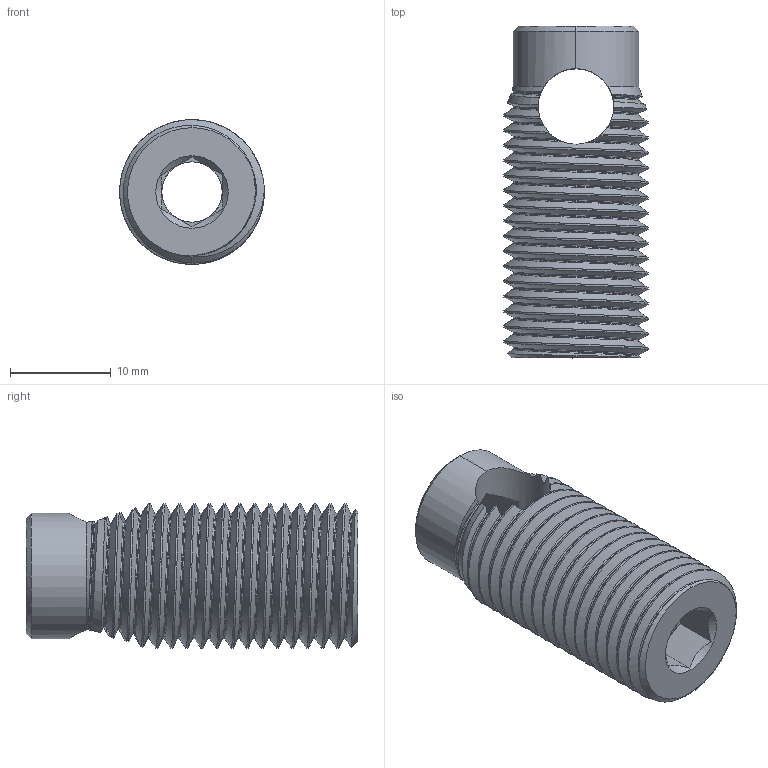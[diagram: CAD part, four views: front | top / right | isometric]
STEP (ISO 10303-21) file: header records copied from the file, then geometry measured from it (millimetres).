
FILE_DESCRIPTION (( 'STEP AP214' ), '1' );
FILE_NAME ('099GS086.STEP', '2022-08-03T10:31:10', ( '' ), ( '' ), 'SwSTEP 2.0', 'SolidWorks 2022', '' );
FILE_SCHEMA (( 'AUTOMOTIVE_DESIGN' ));
Products named in the file (1): 099GS086
Bounding box: 14.4 x 33 x 14.4 mm (x, y, z)
Volume: 3199.9 mm3; surface area: 2939.7 mm2
Topology: 1 solids, 1 shells, 151 faces, 437 edges, 286 vertices
Faces by surface type: cylinder 74, bspline 38, plane 26, cone 13
Entity records: 57171 total; most frequent: CARTESIAN_POINT 54058, ORIENTED_EDGE 874, EDGE_CURVE 437, DIRECTION 383, VERTEX_POINT 286, EDGE_LOOP 155, FACE_OUTER_BOUND 151, ADVANCED_FACE 151
